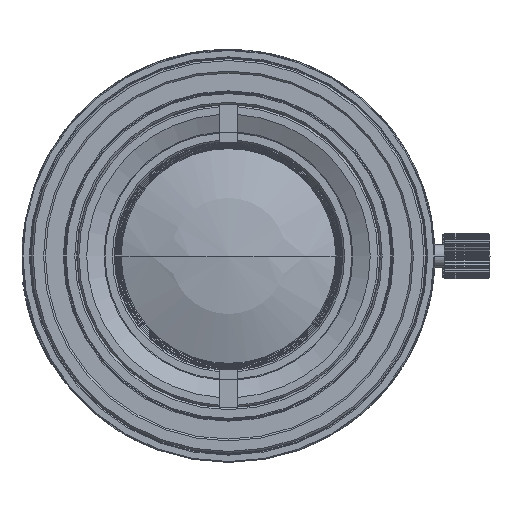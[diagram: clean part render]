
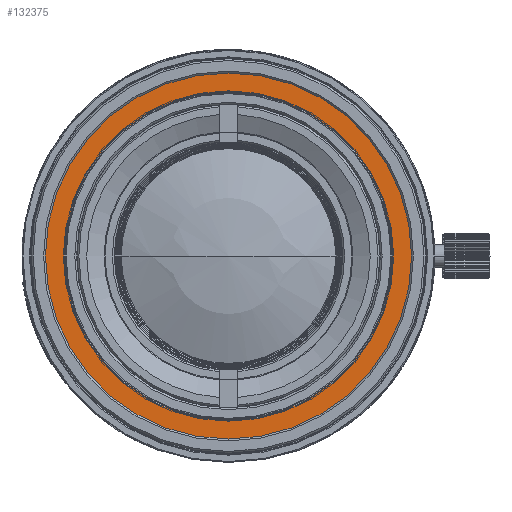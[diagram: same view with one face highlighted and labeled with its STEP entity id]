
A CAD part, left-side view. The second image highlights one B-rep face of the part: STEP entity #132375.
In plain terms, the highlighted face is planar.
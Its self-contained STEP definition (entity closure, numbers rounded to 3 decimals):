
#131676=CARTESIAN_POINT('',(0.,0.,3.));
#131677=DIRECTION('',(0.,0.,-1.));
#131678=DIRECTION('',(0.,1.,0.));
#131679=AXIS2_PLACEMENT_3D('',#131676,#131677,#131678);
#131684=CARTESIAN_POINT('',(0.,0.,3.));
#131685=DIRECTION('',(0.,0.,-1.));
#131686=DIRECTION('',(0.,-1.,0.));
#131687=AXIS2_PLACEMENT_3D('',#131684,#131685,#131686);
#131692=CARTESIAN_POINT('',(0.,0.,3.));
#131693=DIRECTION('',(0.,0.,1.));
#131694=DIRECTION('',(1.,0.,0.));
#131695=AXIS2_PLACEMENT_3D('',#131692,#131693,#131694);
#131700=CARTESIAN_POINT('',(0.,0.,3.));
#131701=DIRECTION('',(0.,0.,1.));
#131702=DIRECTION('',(0.,1.,0.));
#131703=AXIS2_PLACEMENT_3D('',#131700,#131701,#131702);
#131708=CARTESIAN_POINT('',(0.,0.,3.));
#131709=DIRECTION('',(0.,0.,1.));
#131710=DIRECTION('',(-1.,0.,0.));
#131711=AXIS2_PLACEMENT_3D('',#131708,#131709,#131710);
#131716=CARTESIAN_POINT('',(0.,0.,3.));
#131717=DIRECTION('',(0.,0.,1.));
#131718=DIRECTION('',(0.,-1.,0.));
#131719=AXIS2_PLACEMENT_3D('',#131716,#131717,#131718);
#131862=CARTESIAN_POINT('',(0.,-17.9,3.));
#131863=CARTESIAN_POINT('',(17.9,0.,3.));
#131864=VERTEX_POINT('',#131862);
#131865=VERTEX_POINT('',#131863);
#131866=CARTESIAN_POINT('',(-17.9,0.,3.));
#131867=VERTEX_POINT('',#131866);
#131868=CARTESIAN_POINT('',(0.,20.45,3.));
#131869=CARTESIAN_POINT('',(0.,-20.45,3.));
#131870=VERTEX_POINT('',#131868);
#131871=VERTEX_POINT('',#131869);
#131872=CARTESIAN_POINT('',(0.,17.9,3.));
#131873=VERTEX_POINT('',#131872);
#132356=CARTESIAN_POINT('',(0.,0.,3.));
#132357=DIRECTION('',(0.,0.,1.));
#132358=DIRECTION('',(1.,0.,0.));
#132359=AXIS2_PLACEMENT_3D('',#132356,#132357,#132358);
#132360=PLANE('',#132359);
#132361=ORIENTED_EDGE('',*,*,#132351,.T.);
#132362=ORIENTED_EDGE('',*,*,#132335,.T.);
#132363=EDGE_LOOP('',(#132361,#132362));
#132364=FACE_OUTER_BOUND('',#132363,.F.);
#132366=ORIENTED_EDGE('',*,*,#132365,.T.);
#132368=ORIENTED_EDGE('',*,*,#132367,.T.);
#132370=ORIENTED_EDGE('',*,*,#132369,.T.);
#132372=ORIENTED_EDGE('',*,*,#132371,.T.);
#132373=EDGE_LOOP('',(#132366,#132368,#132370,#132372));
#132374=FACE_BOUND('',#132373,.F.);
#132375=ADVANCED_FACE('',(#132364,#132374),#132360,.T.);
#131680=CIRCLE('',#131679,20.45);
#131688=CIRCLE('',#131687,20.45);
#131696=CIRCLE('',#131695,17.9);
#131704=CIRCLE('',#131703,17.9);
#131712=CIRCLE('',#131711,17.9);
#131720=CIRCLE('',#131719,17.9);
#132335=EDGE_CURVE('',#131871,#131870,#131688,.T.);
#132351=EDGE_CURVE('',#131870,#131871,#131680,.T.);
#132365=EDGE_CURVE('',#131865,#131873,#131696,.T.);
#132367=EDGE_CURVE('',#131873,#131867,#131704,.T.);
#132369=EDGE_CURVE('',#131867,#131864,#131712,.T.);
#132371=EDGE_CURVE('',#131864,#131865,#131720,.T.);
